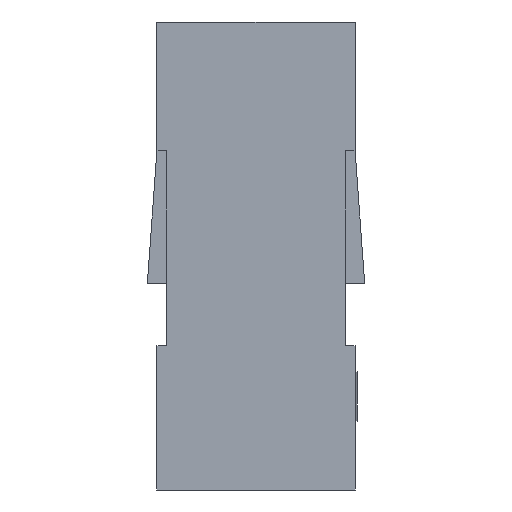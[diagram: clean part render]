
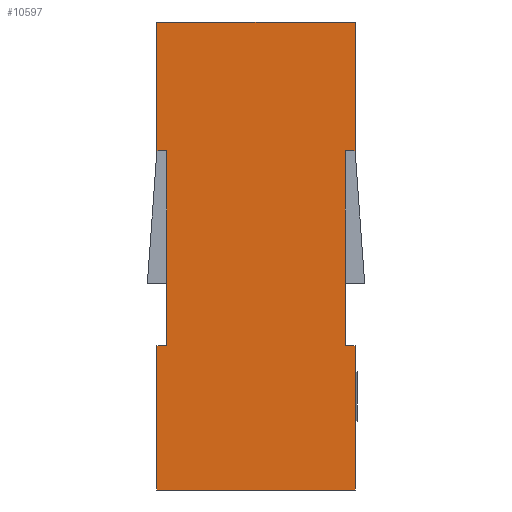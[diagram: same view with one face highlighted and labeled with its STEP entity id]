
A CAD part, left-side view. The second image highlights one B-rep face of the part: STEP entity #10597.
In plain terms, the highlighted planar face has unit normal (-1, 0, 0).
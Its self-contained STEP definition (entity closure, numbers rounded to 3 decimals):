
#95 = CARTESIAN_POINT ( 'NONE',  ( -3.81, 0., 12. ) ) ;
#376 = DIRECTION ( 'NONE',  ( 0., 0., -1. ) ) ;
#393 = LINE ( 'NONE', #10937, #2898 ) ;
#502 = EDGE_CURVE ( 'NONE', #11040, #4513, #12118, .T. ) ;
#517 = CARTESIAN_POINT ( 'NONE',  ( -3.81, 3.81, 12. ) ) ;
#651 = EDGE_CURVE ( 'NONE', #4503, #5447, #10469, .T. ) ;
#715 = FACE_OUTER_BOUND ( 'NONE', #5672, .T. ) ;
#883 = VECTOR ( 'NONE', #376, 1000. ) ;
#1088 = CARTESIAN_POINT ( 'NONE',  ( -3.81, 0., 0. ) ) ;
#1222 = CARTESIAN_POINT ( 'NONE',  ( -3.81, -2.048, 3.7 ) ) ;
#1278 = DIRECTION ( 'NONE',  ( 0., 1., 0. ) ) ;
#1640 = VERTEX_POINT ( 'NONE', #6088 ) ;
#1747 = VERTEX_POINT ( 'NONE', #4136 ) ;
#1901 = LINE ( 'NONE', #13593, #12643 ) ;
#1917 = LINE ( 'NONE', #12165, #3081 ) ;
#2138 = DIRECTION ( 'NONE',  ( 0., -1., 0. ) ) ;
#2164 = CARTESIAN_POINT ( 'NONE',  ( -3.81, -2.048, 8.7 ) ) ;
#2504 = EDGE_CURVE ( 'NONE', #4513, #12355, #393, .T. ) ;
#2806 = ORIENTED_EDGE ( 'NONE', *, *, #3027, .F. ) ;
#2898 = VECTOR ( 'NONE', #4437, 1000. ) ;
#3027 = EDGE_CURVE ( 'NONE', #1640, #7481, #5618, .T. ) ;
#3081 = VECTOR ( 'NONE', #5780, 1000. ) ;
#3197 = VERTEX_POINT ( 'NONE', #8814 ) ;
#3324 = EDGE_CURVE ( 'NONE', #1747, #4503, #13602, .T. ) ;
#3333 = CARTESIAN_POINT ( 'NONE',  ( -3.81, 3.81, 12. ) ) ;
#3356 = DIRECTION ( 'NONE',  ( 0., 0., -1. ) ) ;
#3545 = VECTOR ( 'NONE', #13115, 1000. ) ;
#3576 = EDGE_CURVE ( 'NONE', #5900, #3197, #8481, .T. ) ;
#3912 = CARTESIAN_POINT ( 'NONE',  ( -3.81, -1.02, 3.7 ) ) ;
#3922 = EDGE_CURVE ( 'NONE', #1640, #6019, #6236, .T. ) ;
#3969 = DIRECTION ( 'NONE',  ( 0., 0., 1. ) ) ;
#4136 = CARTESIAN_POINT ( 'NONE',  ( -3.81, 3.56, 3.7 ) ) ;
#4347 = DIRECTION ( 'NONE',  ( 1., 0., 0. ) ) ;
#4413 = DIRECTION ( 'NONE',  ( 0., 1., 0. ) ) ;
#4437 = DIRECTION ( 'NONE',  ( 0., -1., 0. ) ) ;
#4503 = VERTEX_POINT ( 'NONE', #6992 ) ;
#4513 = VERTEX_POINT ( 'NONE', #5883 ) ;
#4719 = ORIENTED_EDGE ( 'NONE', *, *, #10135, .F. ) ;
#5019 = CARTESIAN_POINT ( 'NONE',  ( -3.81, 3.56, 8.7 ) ) ;
#5175 = CARTESIAN_POINT ( 'NONE',  ( -3.81, -1.27, 3.7 ) ) ;
#5281 = AXIS2_PLACEMENT_3D ( 'NONE', #95, #4347, #1278 ) ;
#5326 = EDGE_CURVE ( 'NONE', #11040, #5900, #1901, .T. ) ;
#5447 = VERTEX_POINT ( 'NONE', #12658 ) ;
#5590 = LINE ( 'NONE', #5019, #8156 ) ;
#5618 = LINE ( 'NONE', #12426, #9664 ) ;
#5672 = EDGE_LOOP ( 'NONE', ( #7516, #9638, #12732, #2806, #8110, #4719, #8616, #10685, #10243, #6883, #11727, #11577 ) ) ;
#5780 = DIRECTION ( 'NONE',  ( 0., 0., -1. ) ) ;
#5883 = CARTESIAN_POINT ( 'NONE',  ( -3.81, -1.02, 8.7 ) ) ;
#5900 = VERTEX_POINT ( 'NONE', #5175 ) ;
#6019 = VERTEX_POINT ( 'NONE', #6585 ) ;
#6088 = CARTESIAN_POINT ( 'NONE',  ( -3.81, 3.81, 12. ) ) ;
#6115 = CARTESIAN_POINT ( 'NONE',  ( -3.81, -1.27, 12. ) ) ;
#6165 = LINE ( 'NONE', #1088, #13145 ) ;
#6236 = LINE ( 'NONE', #3333, #8783 ) ;
#6585 = CARTESIAN_POINT ( 'NONE',  ( -3.81, 3.81, 8.7 ) ) ;
#6883 = ORIENTED_EDGE ( 'NONE', *, *, #7681, .T. ) ;
#6992 = CARTESIAN_POINT ( 'NONE',  ( -3.81, 3.81, 3.7 ) ) ;
#7024 = LINE ( 'NONE', #2164, #8870 ) ;
#7481 = VERTEX_POINT ( 'NONE', #6115 ) ;
#7516 = ORIENTED_EDGE ( 'NONE', *, *, #502, .T. ) ;
#7681 = EDGE_CURVE ( 'NONE', #5447, #3197, #6165, .T. ) ;
#7758 = PLANE ( 'NONE',  #5281 ) ;
#8110 = ORIENTED_EDGE ( 'NONE', *, *, #3922, .T. ) ;
#8156 = VECTOR ( 'NONE', #3969, 1000. ) ;
#8413 = CARTESIAN_POINT ( 'NONE',  ( -3.81, 3.56, 8.7 ) ) ;
#8481 = LINE ( 'NONE', #9893, #13403 ) ;
#8616 = ORIENTED_EDGE ( 'NONE', *, *, #10966, .F. ) ;
#8783 = VECTOR ( 'NONE', #12779, 1000. ) ;
#8814 = CARTESIAN_POINT ( 'NONE',  ( -3.81, -1.27, 0. ) ) ;
#8870 = VECTOR ( 'NONE', #4413, 1000. ) ;
#9000 = CARTESIAN_POINT ( 'NONE',  ( -3.81, -1.02, 8.7 ) ) ;
#9528 = CARTESIAN_POINT ( 'NONE',  ( -3.81, -1.27, 8.7 ) ) ;
#9638 = ORIENTED_EDGE ( 'NONE', *, *, #2504, .T. ) ;
#9664 = VECTOR ( 'NONE', #11278, 1000. ) ;
#9893 = CARTESIAN_POINT ( 'NONE',  ( -3.81, -1.27, 12. ) ) ;
#10135 = EDGE_CURVE ( 'NONE', #13022, #6019, #7024, .T. ) ;
#10243 = ORIENTED_EDGE ( 'NONE', *, *, #651, .T. ) ;
#10469 = LINE ( 'NONE', #517, #883 ) ;
#10597 = ADVANCED_FACE ( 'NONE', ( #715 ), #7758, .F. ) ;
#10685 = ORIENTED_EDGE ( 'NONE', *, *, #3324, .T. ) ;
#10937 = CARTESIAN_POINT ( 'NONE',  ( -3.81, 4.588, 8.7 ) ) ;
#10966 = EDGE_CURVE ( 'NONE', #1747, #13022, #5590, .T. ) ;
#11040 = VERTEX_POINT ( 'NONE', #3912 ) ;
#11278 = DIRECTION ( 'NONE',  ( 0., -1., 0. ) ) ;
#11577 = ORIENTED_EDGE ( 'NONE', *, *, #5326, .F. ) ;
#11727 = ORIENTED_EDGE ( 'NONE', *, *, #3576, .F. ) ;
#12118 = LINE ( 'NONE', #9000, #3545 ) ;
#12165 = CARTESIAN_POINT ( 'NONE',  ( -3.81, -1.27, 12. ) ) ;
#12261 = VECTOR ( 'NONE', #13119, 1000. ) ;
#12355 = VERTEX_POINT ( 'NONE', #9528 ) ;
#12426 = CARTESIAN_POINT ( 'NONE',  ( -3.81, 0., 12. ) ) ;
#12568 = DIRECTION ( 'NONE',  ( 0., -1., 0. ) ) ;
#12643 = VECTOR ( 'NONE', #12568, 1000. ) ;
#12658 = CARTESIAN_POINT ( 'NONE',  ( -3.81, 3.81, 0. ) ) ;
#12720 = EDGE_CURVE ( 'NONE', #7481, #12355, #1917, .T. ) ;
#12732 = ORIENTED_EDGE ( 'NONE', *, *, #12720, .F. ) ;
#12779 = DIRECTION ( 'NONE',  ( 0., 0., -1. ) ) ;
#13022 = VERTEX_POINT ( 'NONE', #8413 ) ;
#13115 = DIRECTION ( 'NONE',  ( 0., 0., 1. ) ) ;
#13119 = DIRECTION ( 'NONE',  ( 0., 1., 0. ) ) ;
#13145 = VECTOR ( 'NONE', #2138, 1000. ) ;
#13403 = VECTOR ( 'NONE', #3356, 1000. ) ;
#13593 = CARTESIAN_POINT ( 'NONE',  ( -3.81, 4.588, 3.7 ) ) ;
#13602 = LINE ( 'NONE', #1222, #12261 ) ;
